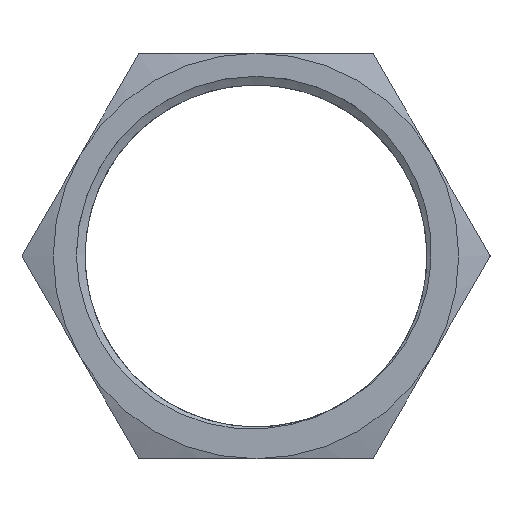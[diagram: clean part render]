
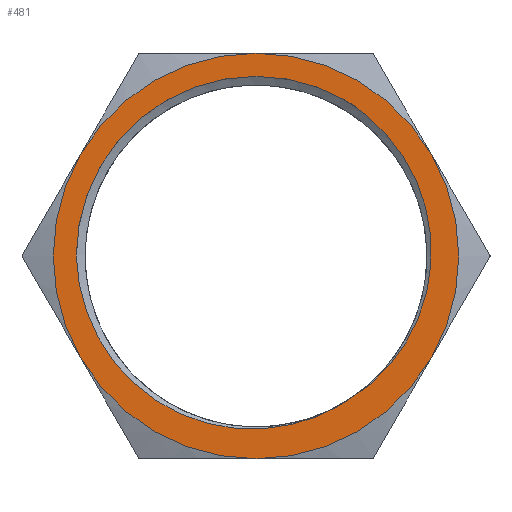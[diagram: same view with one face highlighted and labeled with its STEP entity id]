
A CAD part, left-side view. The second image highlights one B-rep face of the part: STEP entity #481.
In plain terms, the highlighted planar face has unit normal (-1, 0, 0).
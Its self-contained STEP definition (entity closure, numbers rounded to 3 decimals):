
#15=FACE_BOUND('',#180,.T.);
#83=PLANE('',#545);
#85=CIRCLE('',#492,15.19);
#88=CIRCLE('',#496,15.951);
#89=CIRCLE('',#504,18.);
#92=CIRCLE('',#508,18.);
#94=CIRCLE('',#511,18.);
#96=CIRCLE('',#514,18.);
#97=CIRCLE('',#516,18.);
#112=CIRCLE('',#543,18.);
#149=FACE_OUTER_BOUND('',#179,.T.);
#179=EDGE_LOOP('',(#431,#432,#433,#434,#435,#436));
#180=EDGE_LOOP('',(#437,#438,#439,#440));
#183=B_SPLINE_CURVE_WITH_KNOTS('',3,(#856,#857,#858,#859,#860,#861,#862,
#863,#864,#865,#866,#867,#868,#869,#870,#871),.UNSPECIFIED.,.F.,.F.,(4,
3,3,3,3,4),(-3.204,-3.105,-2.316,-1.535,
-0.763,0.),.UNSPECIFIED.);
#188=B_SPLINE_CURVE_WITH_KNOTS('',3,(#1273,#1274,#1275,#1276,#1277,#1278,
#1279,#1280,#1281,#1282,#1283,#1284,#1285,#1286,#1287,#1288),
 .UNSPECIFIED.,.F.,.F.,(4,3,3,3,3,4),(-3.207,-3.113,
-2.349,-1.575,-0.792,0.),
 .UNSPECIFIED.);
#191=VERTEX_POINT('',#854);
#192=VERTEX_POINT('',#855);
#195=VERTEX_POINT('',#1047);
#197=VERTEX_POINT('',#1272);
#202=VERTEX_POINT('',#1432);
#205=VERTEX_POINT('',#1446);
#214=VERTEX_POINT('',#1474);
#220=VERTEX_POINT('',#1495);
#226=VERTEX_POINT('',#1516);
#229=VERTEX_POINT('',#1530);
#235=EDGE_CURVE('',#191,#192,#183,.T.);
#239=EDGE_CURVE('',#192,#195,#85,.T.);
#242=EDGE_CURVE('',#195,#197,#188,.T.);
#246=EDGE_CURVE('',#191,#197,#88,.T.);
#283=EDGE_CURVE('',#202,#226,#89,.T.);
#286=EDGE_CURVE('',#229,#220,#92,.T.);
#288=EDGE_CURVE('',#220,#214,#94,.T.);
#290=EDGE_CURVE('',#226,#205,#96,.T.);
#291=EDGE_CURVE('',#205,#229,#97,.T.);
#306=EDGE_CURVE('',#214,#202,#112,.T.);
#431=ORIENTED_EDGE('',*,*,#288,.F.);
#432=ORIENTED_EDGE('',*,*,#286,.F.);
#433=ORIENTED_EDGE('',*,*,#291,.F.);
#434=ORIENTED_EDGE('',*,*,#290,.F.);
#435=ORIENTED_EDGE('',*,*,#283,.F.);
#436=ORIENTED_EDGE('',*,*,#306,.F.);
#437=ORIENTED_EDGE('',*,*,#246,.T.);
#438=ORIENTED_EDGE('',*,*,#242,.F.);
#439=ORIENTED_EDGE('',*,*,#239,.F.);
#440=ORIENTED_EDGE('',*,*,#235,.F.);
#481=ADVANCED_FACE('',(#149,#15),#83,.T.);
#492=AXIS2_PLACEMENT_3D('',#1048,#551,#552);
#496=AXIS2_PLACEMENT_3D('',#1423,#559,#560);
#504=AXIS2_PLACEMENT_3D('',#1551,#587,#588);
#508=AXIS2_PLACEMENT_3D('',#1555,#595,#596);
#511=AXIS2_PLACEMENT_3D('',#1558,#601,#602);
#514=AXIS2_PLACEMENT_3D('',#1561,#607,#608);
#516=AXIS2_PLACEMENT_3D('',#1563,#611,#612);
#543=AXIS2_PLACEMENT_3D('',#1590,#665,#666);
#545=AXIS2_PLACEMENT_3D('',#1592,#669,#670);
#551=DIRECTION('center_axis',(-1.,0.,0.));
#552=DIRECTION('ref_axis',(0.,1.,0.));
#559=DIRECTION('center_axis',(1.,0.,0.));
#560=DIRECTION('ref_axis',(0.,0.,-1.));
#587=DIRECTION('center_axis',(1.,0.,0.));
#588=DIRECTION('ref_axis',(0.,-1.,0.));
#595=DIRECTION('center_axis',(1.,0.,0.));
#596=DIRECTION('ref_axis',(0.,-1.,0.));
#601=DIRECTION('center_axis',(1.,0.,0.));
#602=DIRECTION('ref_axis',(0.,-1.,0.));
#607=DIRECTION('center_axis',(1.,0.,0.));
#608=DIRECTION('ref_axis',(0.,-1.,0.));
#611=DIRECTION('center_axis',(1.,0.,0.));
#612=DIRECTION('ref_axis',(0.,-1.,0.));
#665=DIRECTION('center_axis',(1.,0.,0.));
#666=DIRECTION('ref_axis',(0.,-1.,0.));
#669=DIRECTION('center_axis',(-1.,0.,0.));
#670=DIRECTION('ref_axis',(0.,0.,1.));
#854=CARTESIAN_POINT('',(-4.5,15.951,0.));
#855=CARTESIAN_POINT('',(-4.5,-7.037,-13.461));
#856=CARTESIAN_POINT('Ctrl Pts',(-4.5,15.952,0.));
#857=CARTESIAN_POINT('Ctrl Pts',(-4.5,15.945,-0.329));
#858=CARTESIAN_POINT('Ctrl Pts',(-4.5,15.927,-0.657));
#859=CARTESIAN_POINT('Ctrl Pts',(-4.5,15.899,-0.984));
#860=CARTESIAN_POINT('Ctrl Pts',(-4.5,15.676,-3.602));
#861=CARTESIAN_POINT('Ctrl Pts',(-4.5,14.788,-6.167));
#862=CARTESIAN_POINT('Ctrl Pts',(-4.5,13.344,-8.357));
#863=CARTESIAN_POINT('Ctrl Pts',(-4.5,11.913,-10.526));
#864=CARTESIAN_POINT('Ctrl Pts',(-4.5,9.933,-12.333));
#865=CARTESIAN_POINT('Ctrl Pts',(-4.5,7.645,-13.553));
#866=CARTESIAN_POINT('Ctrl Pts',(-4.5,5.384,-14.758));
#867=CARTESIAN_POINT('Ctrl Pts',(-4.5,2.809,-15.395));
#868=CARTESIAN_POINT('Ctrl Pts',(-4.5,0.245,-15.374));
#869=CARTESIAN_POINT('Ctrl Pts',(-4.5,-2.288,-15.353));
#870=CARTESIAN_POINT('Ctrl Pts',(-4.5,-4.813,-14.694));
#871=CARTESIAN_POINT('Ctrl Pts',(-4.5,-7.037,-13.461));
#1047=CARTESIAN_POINT('',(-4.5,-8.139,-12.825));
#1048=CARTESIAN_POINT('Origin',(-4.5,0.,0.));
#1272=CARTESIAN_POINT('',(-4.5,-7.975,13.814));
#1273=CARTESIAN_POINT('Ctrl Pts',(-4.5,-8.14,-12.826));
#1274=CARTESIAN_POINT('Ctrl Pts',(-4.5,-8.409,-12.665));
#1275=CARTESIAN_POINT('Ctrl Pts',(-4.5,-8.672,-12.495));
#1276=CARTESIAN_POINT('Ctrl Pts',(-4.5,-8.93,-12.318));
#1277=CARTESIAN_POINT('Ctrl Pts',(-4.5,-11.021,-10.878));
#1278=CARTESIAN_POINT('Ctrl Pts',(-4.5,-12.745,-8.901));
#1279=CARTESIAN_POINT('Ctrl Pts',(-4.5,-13.894,-6.64));
#1280=CARTESIAN_POINT('Ctrl Pts',(-4.5,-15.058,-4.347));
#1281=CARTESIAN_POINT('Ctrl Pts',(-4.5,-15.634,-1.758));
#1282=CARTESIAN_POINT('Ctrl Pts',(-4.5,-15.562,0.808));
#1283=CARTESIAN_POINT('Ctrl Pts',(-4.5,-15.489,3.404));
#1284=CARTESIAN_POINT('Ctrl Pts',(-4.5,-14.752,5.988));
#1285=CARTESIAN_POINT('Ctrl Pts',(-4.5,-13.446,8.235));
#1286=CARTESIAN_POINT('Ctrl Pts',(-4.5,-12.127,10.508));
#1287=CARTESIAN_POINT('Ctrl Pts',(-4.5,-10.23,12.441));
#1288=CARTESIAN_POINT('Ctrl Pts',(-4.5,-7.975,13.814));
#1423=CARTESIAN_POINT('Origin',(-4.5,0.,0.));
#1432=CARTESIAN_POINT('',(-4.5,0.,18.));
#1446=CARTESIAN_POINT('',(-4.5,-15.588,-9.));
#1474=CARTESIAN_POINT('',(-4.5,15.588,9.));
#1495=CARTESIAN_POINT('',(-4.5,15.588,-9.));
#1516=CARTESIAN_POINT('',(-4.5,-15.588,9.));
#1530=CARTESIAN_POINT('',(-4.5,0.,-18.));
#1551=CARTESIAN_POINT('Origin',(-4.5,0.,0.));
#1555=CARTESIAN_POINT('Origin',(-4.5,0.,0.));
#1558=CARTESIAN_POINT('Origin',(-4.5,0.,0.));
#1561=CARTESIAN_POINT('Origin',(-4.5,0.,0.));
#1563=CARTESIAN_POINT('Origin',(-4.5,0.,0.));
#1590=CARTESIAN_POINT('Origin',(-4.5,0.,0.));
#1592=CARTESIAN_POINT('Origin',(-4.5,20.775,0.));
